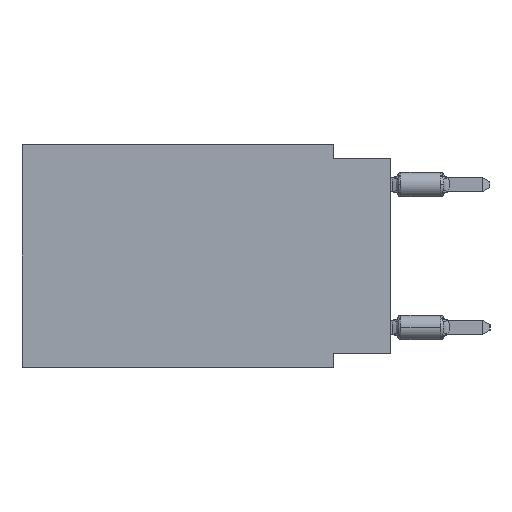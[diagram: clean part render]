
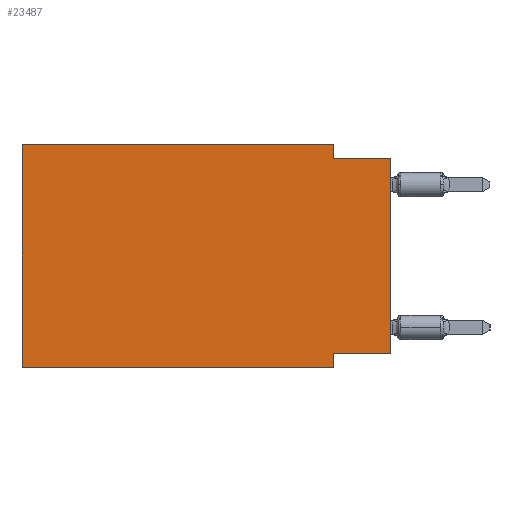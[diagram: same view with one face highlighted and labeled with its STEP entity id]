
A CAD part, left-side view. The second image highlights one B-rep face of the part: STEP entity #23487.
In plain terms, the highlighted planar face has unit normal (-1, 0, 0).
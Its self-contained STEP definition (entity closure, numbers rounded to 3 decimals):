
#464 = CARTESIAN_POINT ( 'NONE',  ( 0., 16.383, 0. ) ) ;
#561 = ORIENTED_EDGE ( 'NONE', *, *, #1146, .T. ) ;
#1146 = EDGE_CURVE ( 'NONE', #25774, #8453, #18013, .T. ) ;
#1478 = CARTESIAN_POINT ( 'NONE',  ( 0., 16.383, -9.906 ) ) ;
#2888 = EDGE_CURVE ( 'NONE', #17331, #8453, #3249, .T. ) ;
#3249 = LINE ( 'NONE', #21744, #25756 ) ;
#3572 = EDGE_CURVE ( 'NONE', #14298, #11524, #16128, .T. ) ;
#4056 = EDGE_CURVE ( 'NONE', #22846, #23476, #12446, .T. ) ;
#4155 = ORIENTED_EDGE ( 'NONE', *, *, #10912, .T. ) ;
#4884 = CARTESIAN_POINT ( 'NONE',  ( 0., 2.54, -9.906 ) ) ;
#5612 = DIRECTION ( 'NONE',  ( 0., 1., 0. ) ) ;
#5776 = DIRECTION ( 'NONE',  ( 0., -1., 0. ) ) ;
#6194 = VECTOR ( 'NONE', #14964, 1000. ) ;
#6575 = AXIS2_PLACEMENT_3D ( 'NONE', #10750, #8223, #22886 ) ;
#8223 = DIRECTION ( 'NONE',  ( 1., 0., 0. ) ) ;
#8391 = VECTOR ( 'NONE', #5612, 1000. ) ;
#8453 = VERTEX_POINT ( 'NONE', #8703 ) ;
#8574 = VECTOR ( 'NONE', #15217, 1000. ) ;
#8703 = CARTESIAN_POINT ( 'NONE',  ( 0., 0., -0.635 ) ) ;
#8885 = CARTESIAN_POINT ( 'NONE',  ( 0., 2.54, -9.906 ) ) ;
#9481 = CARTESIAN_POINT ( 'NONE',  ( 0., 2.54, 0. ) ) ;
#10750 = CARTESIAN_POINT ( 'NONE',  ( 0., 16.383, 0. ) ) ;
#10912 = EDGE_CURVE ( 'NONE', #22846, #11524, #22917, .T. ) ;
#11524 = VERTEX_POINT ( 'NONE', #4884 ) ;
#12446 = LINE ( 'NONE', #464, #6194 ) ;
#14298 = VERTEX_POINT ( 'NONE', #26990 ) ;
#14575 = VECTOR ( 'NONE', #27656, 1000. ) ;
#14663 = ORIENTED_EDGE ( 'NONE', *, *, #21395, .F. ) ;
#14771 = LINE ( 'NONE', #24395, #8391 ) ;
#14939 = LINE ( 'NONE', #22491, #25632 ) ;
#14964 = DIRECTION ( 'NONE',  ( 0., 0., 1. ) ) ;
#15217 = DIRECTION ( 'NONE',  ( 0., 0., -1. ) ) ;
#15252 = EDGE_LOOP ( 'NONE', ( #561, #16725, #29208, #14663, #27596, #4155, #26206, #17699 ) ) ;
#16103 = FACE_OUTER_BOUND ( 'NONE', #15252, .T. ) ;
#16128 = LINE ( 'NONE', #8885, #21270 ) ;
#16725 = ORIENTED_EDGE ( 'NONE', *, *, #2888, .F. ) ;
#16846 = CARTESIAN_POINT ( 'NONE',  ( 0., 2.54, -0.635 ) ) ;
#17331 = VERTEX_POINT ( 'NONE', #16846 ) ;
#17699 = ORIENTED_EDGE ( 'NONE', *, *, #18967, .F. ) ;
#18013 = LINE ( 'NONE', #22591, #14575 ) ;
#18490 = DIRECTION ( 'NONE',  ( 0., 0., -1. ) ) ;
#18967 = EDGE_CURVE ( 'NONE', #25774, #14298, #14771, .T. ) ;
#19066 = DIRECTION ( 'NONE',  ( 0., -1., 0. ) ) ;
#20232 = DIRECTION ( 'NONE',  ( 0., -1., 0. ) ) ;
#20515 = PLANE ( 'NONE',  #6575 ) ;
#20831 = CARTESIAN_POINT ( 'NONE',  ( 0., 16.383, 0. ) ) ;
#21270 = VECTOR ( 'NONE', #18490, 1000. ) ;
#21395 = EDGE_CURVE ( 'NONE', #23476, #25964, #14939, .T. ) ;
#21744 = CARTESIAN_POINT ( 'NONE',  ( 0., 0., -0.635 ) ) ;
#22491 = CARTESIAN_POINT ( 'NONE',  ( 0., 16.383, 0. ) ) ;
#22591 = CARTESIAN_POINT ( 'NONE',  ( 0., 0., 0. ) ) ;
#22846 = VERTEX_POINT ( 'NONE', #31018 ) ;
#22886 = DIRECTION ( 'NONE',  ( 0., 0., -1. ) ) ;
#22917 = LINE ( 'NONE', #1478, #27723 ) ;
#22930 = CARTESIAN_POINT ( 'NONE',  ( 0., 2.54, 0. ) ) ;
#23476 = VERTEX_POINT ( 'NONE', #20831 ) ;
#23487 = ADVANCED_FACE ( 'NONE', ( #16103 ), #20515, .F. ) ;
#24395 = CARTESIAN_POINT ( 'NONE',  ( 0., 0., -9.271 ) ) ;
#25152 = LINE ( 'NONE', #22930, #8574 ) ;
#25331 = EDGE_CURVE ( 'NONE', #25964, #17331, #25152, .T. ) ;
#25422 = CARTESIAN_POINT ( 'NONE',  ( 0., 0., -9.271 ) ) ;
#25632 = VECTOR ( 'NONE', #5776, 1000. ) ;
#25756 = VECTOR ( 'NONE', #19066, 1000. ) ;
#25774 = VERTEX_POINT ( 'NONE', #25422 ) ;
#25964 = VERTEX_POINT ( 'NONE', #9481 ) ;
#26206 = ORIENTED_EDGE ( 'NONE', *, *, #3572, .F. ) ;
#26990 = CARTESIAN_POINT ( 'NONE',  ( 0., 2.54, -9.271 ) ) ;
#27596 = ORIENTED_EDGE ( 'NONE', *, *, #4056, .F. ) ;
#27656 = DIRECTION ( 'NONE',  ( 0., 0., 1. ) ) ;
#27723 = VECTOR ( 'NONE', #20232, 1000. ) ;
#29208 = ORIENTED_EDGE ( 'NONE', *, *, #25331, .F. ) ;
#31018 = CARTESIAN_POINT ( 'NONE',  ( 0., 16.383, -9.906 ) ) ;
